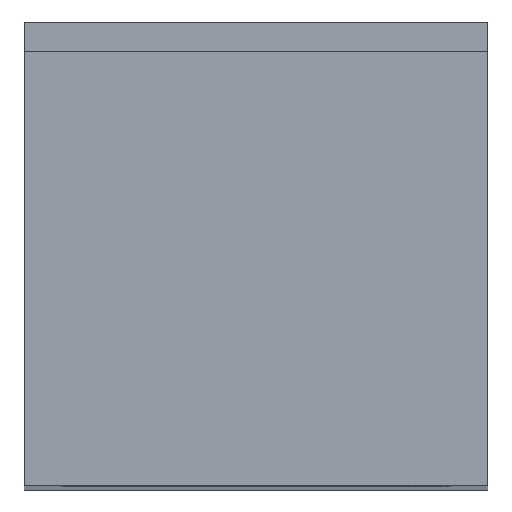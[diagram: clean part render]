
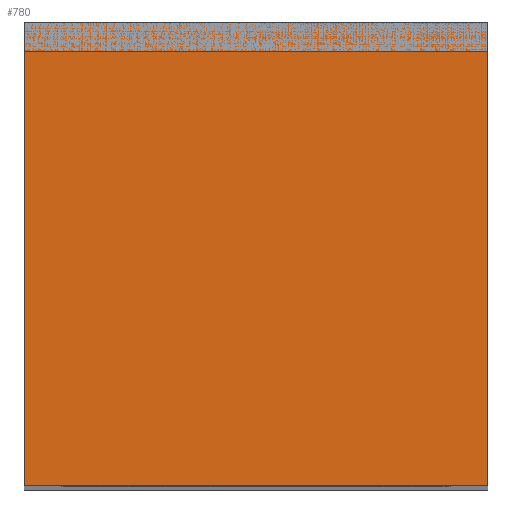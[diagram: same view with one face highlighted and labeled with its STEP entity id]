
A CAD part, top view. The second image highlights one B-rep face of the part: STEP entity #780.
In plain terms, the highlighted planar face has unit normal (0, 0, 1).
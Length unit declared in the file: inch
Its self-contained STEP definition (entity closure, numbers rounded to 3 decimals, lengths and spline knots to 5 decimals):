
#8 = CARTESIAN_POINT ( 'NONE',  ( 0.15748, 0.15748, 0. ) ) ;
#52 = CARTESIAN_POINT ( 'NONE',  ( -0.15748, -0.15748, 0. ) ) ;
#104 = ORIENTED_EDGE ( 'NONE', *, *, #605, .F. ) ;
#125 = VECTOR ( 'NONE', #280, 39.37008 ) ;
#174 = CARTESIAN_POINT ( 'NONE',  ( 0.15748, -0.15748, 0. ) ) ;
#188 = CARTESIAN_POINT ( 'NONE',  ( -0.15748, 0.15748, 0. ) ) ;
#193 = CARTESIAN_POINT ( 'NONE',  ( 0., 0.15748, 0. ) ) ;
#198 = CARTESIAN_POINT ( 'NONE',  ( 0., 0., 0. ) ) ;
#209 = EDGE_CURVE ( 'NONE', #739, #722, #351, .T. ) ;
#245 = VECTOR ( 'NONE', #467, 39.37008 ) ;
#264 = DIRECTION ( 'NONE',  ( 0., 0., -1. ) ) ;
#280 = DIRECTION ( 'NONE',  ( 0., -1., 0. ) ) ;
#337 = FACE_OUTER_BOUND ( 'NONE', #636, .T. ) ;
#351 = LINE ( 'NONE', #8, #125 ) ;
#376 = CARTESIAN_POINT ( 'NONE',  ( -0.15748, 0., 0. ) ) ;
#396 = ORIENTED_EDGE ( 'NONE', *, *, #775, .F. ) ;
#397 = CARTESIAN_POINT ( 'NONE',  ( 0.15748, 0.15748, 0. ) ) ;
#444 = VERTEX_POINT ( 'NONE', #52 ) ;
#453 = LINE ( 'NONE', #193, #245 ) ;
#467 = DIRECTION ( 'NONE',  ( 1., 0., 0. ) ) ;
#478 = ORIENTED_EDGE ( 'NONE', *, *, #209, .F. ) ;
#513 = DIRECTION ( 'NONE',  ( -1., 0., 0. ) ) ;
#520 = ORIENTED_EDGE ( 'NONE', *, *, #623, .F. ) ;
#601 = CARTESIAN_POINT ( 'NONE',  ( 0.15748, -0.15748, 0. ) ) ;
#605 = EDGE_CURVE ( 'NONE', #444, #798, #654, .T. ) ;
#609 = PLANE ( 'NONE',  #709 ) ;
#623 = EDGE_CURVE ( 'NONE', #722, #444, #766, .T. ) ;
#636 = EDGE_LOOP ( 'NONE', ( #104, #520, #478, #396 ) ) ;
#654 = LINE ( 'NONE', #376, #690 ) ;
#690 = VECTOR ( 'NONE', #872, 39.37008 ) ;
#709 = AXIS2_PLACEMENT_3D ( 'NONE', #198, #264, #888 ) ;
#722 = VERTEX_POINT ( 'NONE', #601 ) ;
#731 = VECTOR ( 'NONE', #513, 39.37008 ) ;
#739 = VERTEX_POINT ( 'NONE', #397 ) ;
#766 = LINE ( 'NONE', #174, #731 ) ;
#775 = EDGE_CURVE ( 'NONE', #798, #739, #453, .T. ) ;
#780 = ADVANCED_FACE ( 'NONE', ( #337 ), #609, .F. ) ;
#798 = VERTEX_POINT ( 'NONE', #188 ) ;
#872 = DIRECTION ( 'NONE',  ( 0., 1., 0. ) ) ;
#888 = DIRECTION ( 'NONE',  ( -1., 0., 0. ) ) ;
